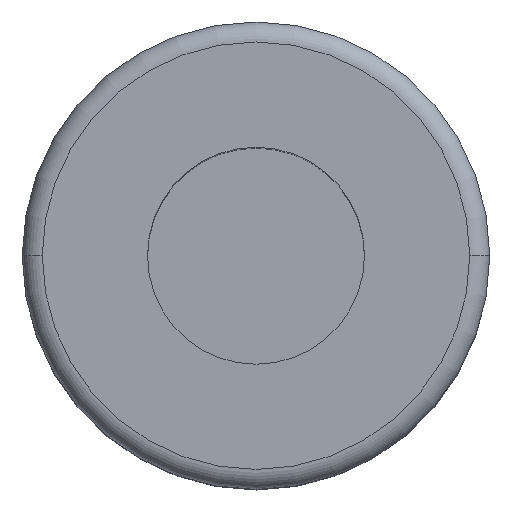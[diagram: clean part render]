
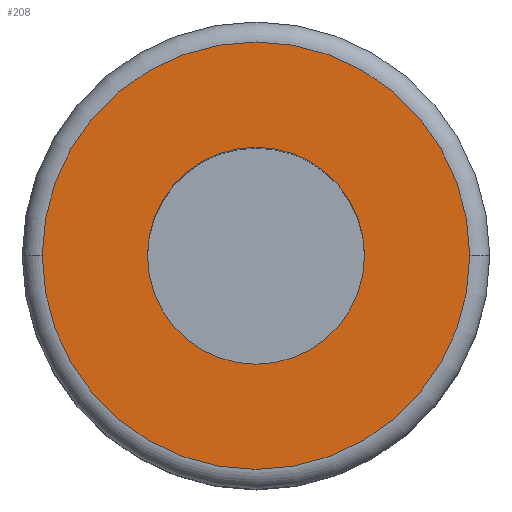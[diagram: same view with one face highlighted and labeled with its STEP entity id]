
A CAD part, top view. The second image highlights one B-rep face of the part: STEP entity #208.
In plain terms, the highlighted planar face has unit normal (0, 0, 1).
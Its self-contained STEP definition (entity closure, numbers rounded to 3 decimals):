
#3 = DIRECTION ( 'NONE',  ( -1., 0., 0. ) ) ;
#25 = CIRCLE ( 'NONE', #388, 12.8 ) ;
#61 = ORIENTED_EDGE ( 'NONE', *, *, #584, .F. ) ;
#96 = AXIS2_PLACEMENT_3D ( 'NONE', #842, #323, #519 ) ;
#97 = FACE_OUTER_BOUND ( 'NONE', #724, .T. ) ;
#98 = VERTEX_POINT ( 'NONE', #251 ) ;
#138 = FACE_BOUND ( 'NONE', #627, .T. ) ;
#169 = VERTEX_POINT ( 'NONE', #515 ) ;
#178 = CARTESIAN_POINT ( 'NONE',  ( -6.5, 0., 78.5 ) ) ;
#208 = ADVANCED_FACE ( 'NONE', ( #138, #97 ), #503, .T. ) ;
#210 = DIRECTION ( 'NONE',  ( 0., 0., -1. ) ) ;
#212 = CIRCLE ( 'NONE', #680, 6.5 ) ;
#219 = CIRCLE ( 'NONE', #96, 6.5 ) ;
#230 = DIRECTION ( 'NONE',  ( 0., 0., 1. ) ) ;
#234 = CARTESIAN_POINT ( 'NONE',  ( 0., 0., 78.5 ) ) ;
#246 = EDGE_CURVE ( 'NONE', #477, #98, #25, .T. ) ;
#251 = CARTESIAN_POINT ( 'NONE',  ( 12.8, 0., 78.5 ) ) ;
#321 = DIRECTION ( 'NONE',  ( 0., 0., 1. ) ) ;
#323 = DIRECTION ( 'NONE',  ( 0., 0., 1. ) ) ;
#341 = CARTESIAN_POINT ( 'NONE',  ( 0., 0., 78.5 ) ) ;
#388 = AXIS2_PLACEMENT_3D ( 'NONE', #736, #210, #3 ) ;
#414 = DIRECTION ( 'NONE',  ( -1., 0., 0. ) ) ;
#416 = EDGE_CURVE ( 'NONE', #518, #169, #212, .T. ) ;
#469 = ORIENTED_EDGE ( 'NONE', *, *, #416, .F. ) ;
#477 = VERTEX_POINT ( 'NONE', #693 ) ;
#503 = PLANE ( 'NONE',  #666 ) ;
#515 = CARTESIAN_POINT ( 'NONE',  ( 6.5, 0., 78.5 ) ) ;
#518 = VERTEX_POINT ( 'NONE', #178 ) ;
#519 = DIRECTION ( 'NONE',  ( 1., 0., 0. ) ) ;
#542 = ORIENTED_EDGE ( 'NONE', *, *, #767, .F. ) ;
#582 = CARTESIAN_POINT ( 'NONE',  ( 0., 12.8, 78.5 ) ) ;
#584 = EDGE_CURVE ( 'NONE', #169, #518, #219, .T. ) ;
#627 = EDGE_LOOP ( 'NONE', ( #61, #469 ) ) ;
#666 = AXIS2_PLACEMENT_3D ( 'NONE', #582, #321, #773 ) ;
#668 = ORIENTED_EDGE ( 'NONE', *, *, #246, .F. ) ;
#673 = DIRECTION ( 'NONE',  ( 0., 0., -1. ) ) ;
#680 = AXIS2_PLACEMENT_3D ( 'NONE', #234, #230, #681 ) ;
#681 = DIRECTION ( 'NONE',  ( 1., 0., 0. ) ) ;
#693 = CARTESIAN_POINT ( 'NONE',  ( -12.8, 0., 78.5 ) ) ;
#720 = AXIS2_PLACEMENT_3D ( 'NONE', #341, #673, #414 ) ;
#724 = EDGE_LOOP ( 'NONE', ( #668, #542 ) ) ;
#736 = CARTESIAN_POINT ( 'NONE',  ( 0., 0., 78.5 ) ) ;
#767 = EDGE_CURVE ( 'NONE', #98, #477, #797, .T. ) ;
#773 = DIRECTION ( 'NONE',  ( 1., 0., 0. ) ) ;
#797 = CIRCLE ( 'NONE', #720, 12.8 ) ;
#842 = CARTESIAN_POINT ( 'NONE',  ( 0., 0., 78.5 ) ) ;
